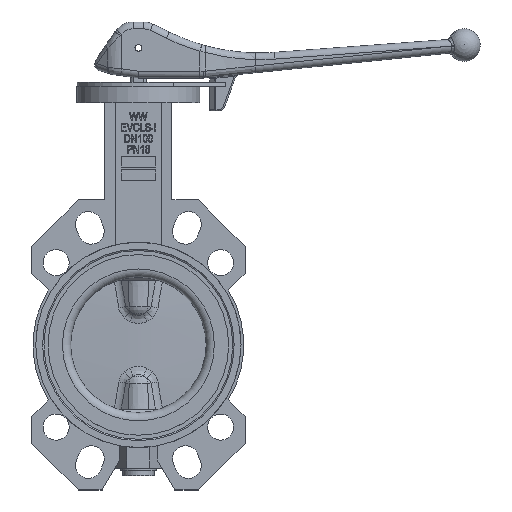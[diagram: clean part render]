
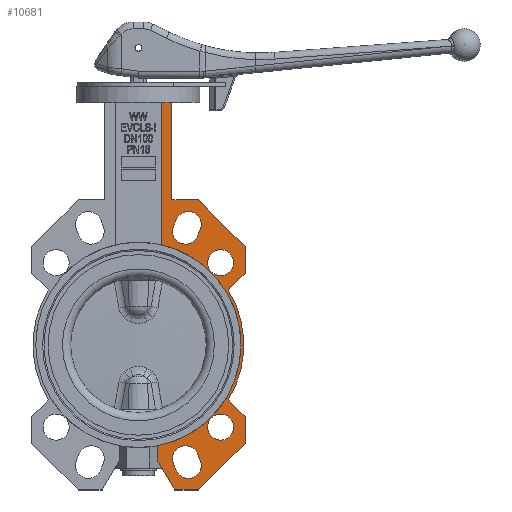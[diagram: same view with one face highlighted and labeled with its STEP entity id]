
A CAD part, top view. The second image highlights one B-rep face of the part: STEP entity #10681.
In plain terms, the highlighted planar face has unit normal (0, 0, 1).
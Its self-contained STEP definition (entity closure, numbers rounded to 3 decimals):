
#166=FACE_BOUND('',#1903,.T.);
#167=FACE_BOUND('',#1904,.T.);
#168=FACE_BOUND('',#1905,.T.);
#169=FACE_BOUND('',#1906,.T.);
#369=PLANE('',#11564);
#1252=FACE_OUTER_BOUND('',#1902,.T.);
#1902=EDGE_LOOP('',(#8427,#8428,#8429,#8430,#8431,#8432,#8433,#8434,#8435,
#8436,#8437,#8438,#8439,#8440,#8441));
#1903=EDGE_LOOP('',(#8442));
#1904=EDGE_LOOP('',(#8443,#8444,#8445,#8446));
#1905=EDGE_LOOP('',(#8447));
#1906=EDGE_LOOP('',(#8448,#8449,#8450,#8451));
#2671=LINE('',#20047,#3558);
#2682=LINE('',#20069,#3569);
#2686=LINE('',#20077,#3573);
#2717=LINE('',#20142,#3604);
#2718=LINE('',#20144,#3605);
#2719=LINE('',#20146,#3606);
#2720=LINE('',#20148,#3607);
#2721=LINE('',#20150,#3608);
#2722=LINE('',#20154,#3609);
#2723=LINE('',#20156,#3610);
#2724=LINE('',#20158,#3611);
#2725=LINE('',#20160,#3612);
#2726=LINE('',#20161,#3613);
#2727=LINE('',#20163,#3614);
#2728=LINE('',#20166,#3615);
#2729=LINE('',#20168,#3616);
#2730=LINE('',#20171,#3617);
#3558=VECTOR('',#13291,1000.);
#3569=VECTOR('',#13312,1000.);
#3573=VECTOR('',#13322,1000.);
#3604=VECTOR('',#13371,1000.);
#3605=VECTOR('',#13372,1000.);
#3606=VECTOR('',#13373,1000.);
#3607=VECTOR('',#13374,1000.);
#3608=VECTOR('',#13375,1000.);
#3609=VECTOR('',#13378,1000.);
#3610=VECTOR('',#13379,1000.);
#3611=VECTOR('',#13380,1000.);
#3612=VECTOR('',#13381,1000.);
#3613=VECTOR('',#13382,1000.);
#3614=VECTOR('',#13383,1000.);
#3615=VECTOR('',#13386,1000.);
#3616=VECTOR('',#13387,1000.);
#3617=VECTOR('',#13390,1000.);
#4258=CIRCLE('',#11435,9.5);
#4260=CIRCLE('',#11438,9.5);
#4262=CIRCLE('',#11441,9.5);
#4264=CIRCLE('',#11444,9.5);
#4303=CIRCLE('',#11500,75.);
#4318=CIRCLE('',#11565,77.);
#4319=CIRCLE('',#11566,9.525);
#4320=CIRCLE('',#11567,9.525);
#4744=VERTEX_POINT('',#18523);
#4746=VERTEX_POINT('',#18529);
#4747=VERTEX_POINT('',#18530);
#4750=VERTEX_POINT('',#18538);
#4752=VERTEX_POINT('',#18544);
#4753=VERTEX_POINT('',#18545);
#4791=VERTEX_POINT('',#18651);
#4792=VERTEX_POINT('',#18653);
#5025=VERTEX_POINT('',#20044);
#5026=VERTEX_POINT('',#20046);
#5032=VERTEX_POINT('',#20067);
#5058=VERTEX_POINT('',#20141);
#5059=VERTEX_POINT('',#20143);
#5060=VERTEX_POINT('',#20145);
#5061=VERTEX_POINT('',#20147);
#5062=VERTEX_POINT('',#20149);
#5063=VERTEX_POINT('',#20151);
#5064=VERTEX_POINT('',#20153);
#5065=VERTEX_POINT('',#20155);
#5066=VERTEX_POINT('',#20157);
#5067=VERTEX_POINT('',#20159);
#5068=VERTEX_POINT('',#20162);
#5069=VERTEX_POINT('',#20164);
#5070=VERTEX_POINT('',#20167);
#5071=VERTEX_POINT('',#20169);
#5919=EDGE_CURVE('',#4744,#4744,#4258,.T.);
#5922=EDGE_CURVE('',#4746,#4747,#4260,.T.);
#5926=EDGE_CURVE('',#4750,#4750,#4262,.T.);
#5929=EDGE_CURVE('',#4752,#4753,#4264,.T.);
#5983=EDGE_CURVE('',#4791,#4792,#4303,.T.);
#6243=EDGE_CURVE('',#5026,#5025,#2671,.T.);
#6254=EDGE_CURVE('',#5032,#4791,#2682,.T.);
#6258=EDGE_CURVE('',#4792,#5025,#2686,.T.);
#6293=EDGE_CURVE('',#5058,#5032,#2717,.T.);
#6294=EDGE_CURVE('',#5059,#5058,#2718,.T.);
#6295=EDGE_CURVE('',#5059,#5060,#2719,.T.);
#6296=EDGE_CURVE('',#5060,#5061,#2720,.T.);
#6297=EDGE_CURVE('',#5061,#5062,#2721,.T.);
#6298=EDGE_CURVE('',#5063,#5062,#4318,.T.);
#6299=EDGE_CURVE('',#5064,#5063,#2722,.T.);
#6300=EDGE_CURVE('',#5065,#5064,#2723,.T.);
#6301=EDGE_CURVE('',#5066,#5065,#2724,.T.);
#6302=EDGE_CURVE('',#5067,#5066,#2725,.T.);
#6303=EDGE_CURVE('',#5067,#5026,#2726,.T.);
#6304=EDGE_CURVE('',#4746,#5068,#2727,.T.);
#6305=EDGE_CURVE('',#5069,#5068,#4319,.T.);
#6306=EDGE_CURVE('',#4747,#5069,#2728,.T.);
#6307=EDGE_CURVE('',#4752,#5070,#2729,.T.);
#6308=EDGE_CURVE('',#5071,#5070,#4320,.T.);
#6309=EDGE_CURVE('',#4753,#5071,#2730,.T.);
#8427=ORIENTED_EDGE('',*,*,#6243,.T.);
#8428=ORIENTED_EDGE('',*,*,#6258,.F.);
#8429=ORIENTED_EDGE('',*,*,#5983,.F.);
#8430=ORIENTED_EDGE('',*,*,#6254,.F.);
#8431=ORIENTED_EDGE('',*,*,#6293,.F.);
#8432=ORIENTED_EDGE('',*,*,#6294,.F.);
#8433=ORIENTED_EDGE('',*,*,#6295,.T.);
#8434=ORIENTED_EDGE('',*,*,#6296,.T.);
#8435=ORIENTED_EDGE('',*,*,#6297,.T.);
#8436=ORIENTED_EDGE('',*,*,#6298,.F.);
#8437=ORIENTED_EDGE('',*,*,#6299,.F.);
#8438=ORIENTED_EDGE('',*,*,#6300,.F.);
#8439=ORIENTED_EDGE('',*,*,#6301,.F.);
#8440=ORIENTED_EDGE('',*,*,#6302,.F.);
#8441=ORIENTED_EDGE('',*,*,#6303,.T.);
#8442=ORIENTED_EDGE('',*,*,#5919,.F.);
#8443=ORIENTED_EDGE('',*,*,#5922,.F.);
#8444=ORIENTED_EDGE('',*,*,#6304,.T.);
#8445=ORIENTED_EDGE('',*,*,#6305,.F.);
#8446=ORIENTED_EDGE('',*,*,#6306,.F.);
#8447=ORIENTED_EDGE('',*,*,#5926,.F.);
#8448=ORIENTED_EDGE('',*,*,#5929,.F.);
#8449=ORIENTED_EDGE('',*,*,#6307,.T.);
#8450=ORIENTED_EDGE('',*,*,#6308,.F.);
#8451=ORIENTED_EDGE('',*,*,#6309,.F.);
#10681=ADVANCED_FACE('',(#1252,#166,#167,#168,#169),#369,.T.);
#11435=AXIS2_PLACEMENT_3D('',#18524,#12881,#12882);
#11438=AXIS2_PLACEMENT_3D('',#18531,#12888,#12889);
#11441=AXIS2_PLACEMENT_3D('',#18539,#12896,#12897);
#11444=AXIS2_PLACEMENT_3D('',#18546,#12903,#12904);
#11500=AXIS2_PLACEMENT_3D('',#18654,#13028,#13029);
#11564=AXIS2_PLACEMENT_3D('',#20140,#13369,#13370);
#11565=AXIS2_PLACEMENT_3D('',#20152,#13376,#13377);
#11566=AXIS2_PLACEMENT_3D('',#20165,#13384,#13385);
#11567=AXIS2_PLACEMENT_3D('',#20170,#13388,#13389);
#12881=DIRECTION('center_axis',(0.,0.,1.));
#12882=DIRECTION('ref_axis',(1.,0.,0.));
#12888=DIRECTION('center_axis',(0.,0.,1.));
#12889=DIRECTION('ref_axis',(1.,0.,0.));
#12896=DIRECTION('center_axis',(0.,0.,1.));
#12897=DIRECTION('ref_axis',(1.,0.,0.));
#12903=DIRECTION('center_axis',(0.,0.,1.));
#12904=DIRECTION('ref_axis',(1.,0.,0.));
#13028=DIRECTION('center_axis',(0.,0.,1.));
#13029=DIRECTION('ref_axis',(1.,0.,0.));
#13291=DIRECTION('',(-1.,0.,0.));
#13312=DIRECTION('',(0.,1.,0.));
#13322=DIRECTION('',(0.,1.,0.));
#13369=DIRECTION('center_axis',(0.,0.,1.));
#13370=DIRECTION('ref_axis',(1.,0.,0.));
#13371=DIRECTION('',(-0.5,0.866,0.));
#13372=DIRECTION('',(-1.,0.,0.));
#13373=DIRECTION('',(0.707,0.707,0.));
#13374=DIRECTION('',(0.,1.,0.));
#13375=DIRECTION('',(-0.707,0.707,0.));
#13376=DIRECTION('center_axis',(0.,0.,-1.));
#13377=DIRECTION('ref_axis',(1.,0.,0.));
#13378=DIRECTION('',(-0.707,-0.707,0.));
#13379=DIRECTION('',(0.,-1.,0.));
#13380=DIRECTION('',(0.707,-0.707,0.));
#13381=DIRECTION('',(1.,0.,0.));
#13382=DIRECTION('',(0.,1.,0.));
#13383=DIRECTION('',(0.378,0.926,0.));
#13384=DIRECTION('center_axis',(0.,0.,1.));
#13385=DIRECTION('ref_axis',(1.,0.,0.));
#13386=DIRECTION('',(0.387,0.922,0.));
#13387=DIRECTION('',(0.387,-0.922,0.));
#13388=DIRECTION('center_axis',(0.,0.,1.));
#13389=DIRECTION('ref_axis',(1.,0.,0.));
#13390=DIRECTION('',(0.378,-0.926,0.));
#18523=CARTESIAN_POINT('',(69.604,60.104,5.));
#18524=CARTESIAN_POINT('Origin',(60.104,60.104,5.));
#18529=CARTESIAN_POINT('',(25.647,86.743,5.));
#18530=CARTESIAN_POINT('',(43.201,79.472,5.));
#18531=CARTESIAN_POINT('Origin',(34.442,83.149,5.));
#18538=CARTESIAN_POINT('',(69.604,-60.104,5.));
#18539=CARTESIAN_POINT('Origin',(60.104,-60.104,5.));
#18544=CARTESIAN_POINT('',(43.201,-79.472,5.));
#18545=CARTESIAN_POINT('',(25.647,-86.743,5.));
#18546=CARTESIAN_POINT('Origin',(34.442,-83.149,5.));
#18651=CARTESIAN_POINT('',(13.856,-73.709,5.));
#18653=CARTESIAN_POINT('',(17.,73.048,5.));
#18654=CARTESIAN_POINT('Origin',(0.,0.,5.));
#20044=CARTESIAN_POINT('',(17.,177.,5.));
#20046=CARTESIAN_POINT('',(24.5,177.,5.));
#20047=CARTESIAN_POINT('',(-24.5,177.,5.));
#20067=CARTESIAN_POINT('',(13.856,-84.101,5.));
#20069=CARTESIAN_POINT('',(13.856,-84.101,5.));
#20077=CARTESIAN_POINT('',(17.,177.,5.));
#20140=CARTESIAN_POINT('Origin',(0.,0.,5.));
#20141=CARTESIAN_POINT('',(26.5,-106.,5.));
#20142=CARTESIAN_POINT('',(-26.024,-15.025,5.));
#20143=CARTESIAN_POINT('',(44.,-106.,5.));
#20144=CARTESIAN_POINT('',(0.,-106.,5.));
#20145=CARTESIAN_POINT('',(78.,-72.,5.));
#20146=CARTESIAN_POINT('',(75.,-75.,5.));
#20147=CARTESIAN_POINT('',(78.,-52.5,5.));
#20148=CARTESIAN_POINT('',(78.,0.,5.));
#20149=CARTESIAN_POINT('',(65.683,-40.183,5.));
#20150=CARTESIAN_POINT('',(12.75,12.75,5.));
#20151=CARTESIAN_POINT('',(65.683,40.183,5.));
#20152=CARTESIAN_POINT('Origin',(0.,0.,5.));
#20153=CARTESIAN_POINT('',(78.,52.5,5.));
#20154=CARTESIAN_POINT('',(12.75,-12.75,5.));
#20155=CARTESIAN_POINT('',(78.,72.,5.));
#20156=CARTESIAN_POINT('',(78.,0.,5.));
#20157=CARTESIAN_POINT('',(44.,106.,5.));
#20158=CARTESIAN_POINT('',(75.,75.,5.));
#20159=CARTESIAN_POINT('',(24.5,106.,5.));
#20160=CARTESIAN_POINT('',(0.,106.,5.));
#20161=CARTESIAN_POINT('',(24.5,177.,5.));
#20162=CARTESIAN_POINT('',(27.633,91.603,5.));
#20163=CARTESIAN_POINT('',(-8.397,3.432,5.));
#20164=CARTESIAN_POINT('',(45.233,84.313,5.));
#20165=CARTESIAN_POINT('Origin',(36.451,88.,5.));
#20166=CARTESIAN_POINT('',(8.364,-3.511,5.));
#20167=CARTESIAN_POINT('',(45.233,-84.313,5.));
#20168=CARTESIAN_POINT('',(8.364,3.511,5.));
#20169=CARTESIAN_POINT('',(27.633,-91.603,5.));
#20170=CARTESIAN_POINT('Origin',(36.451,-88.,5.));
#20171=CARTESIAN_POINT('',(-8.397,-3.432,5.));
